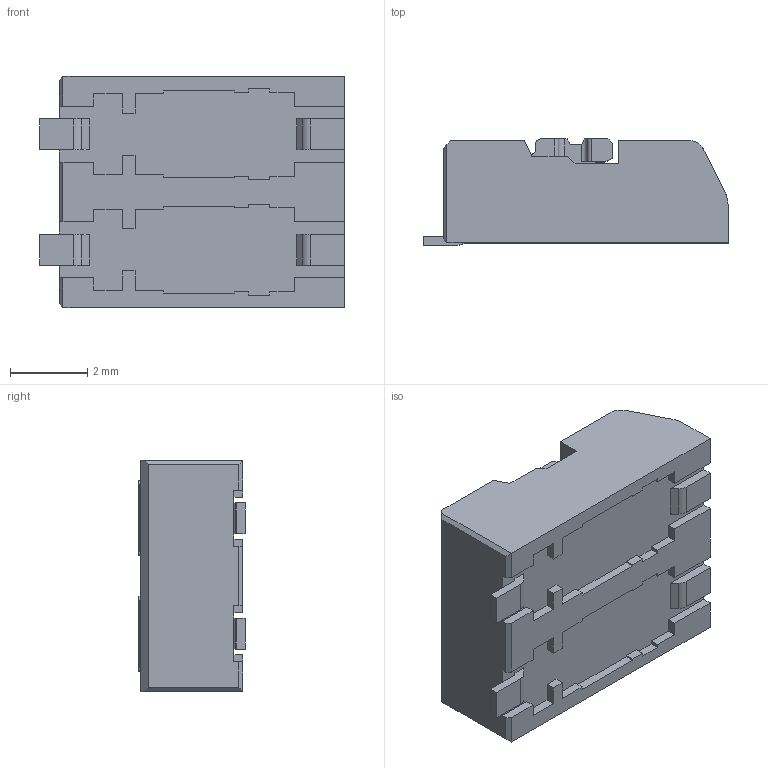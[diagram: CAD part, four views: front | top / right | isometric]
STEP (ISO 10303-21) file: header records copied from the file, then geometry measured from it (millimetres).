
FILE_DESCRIPTION((''),'2;1');
FILE_NAME('1042380210','2015-10-09T',('me'),(''),'PRO/ENGINEER BY PARAMETRIC TECHNOLOGY CORPORATION, 2011490','PRO/ENGINEER BY PARAMETRIC TECHNOLOGY CORPORATION, 2011490','');
FILE_SCHEMA(('CONFIG_CONTROL_DESIGN'));
Length unit declared in the file: millimetre
Products named in the file (1): 1042380210
Bounding box: 7.9 x 2.76 x 6 mm (x, y, z)
Volume: 96.3 mm3; surface area: 206.8 mm2
Topology: 1 solids, 1 shells, 273 faces, 796 edges, 530 vertices
Faces by surface type: plane 207, cylinder 46, bspline 20
Entity records: 9873 total; most frequent: CARTESIAN_POINT 2684, ORIENTED_EDGE 1558, DIRECTION 1364, EDGE_CURVE 779, VECTOR 648, LINE 648, VERTEX_POINT 512, AXIS2_PLACEMENT_3D 358
